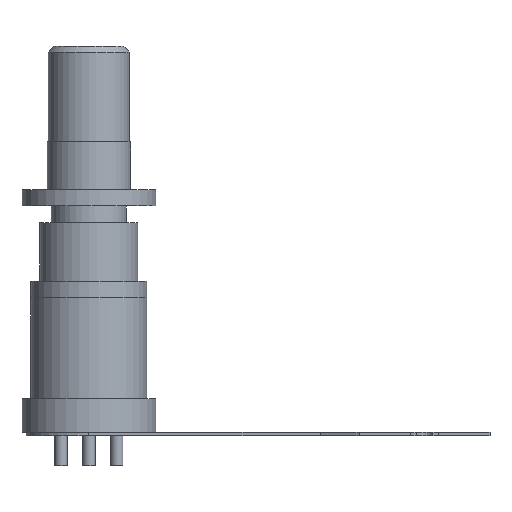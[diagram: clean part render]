
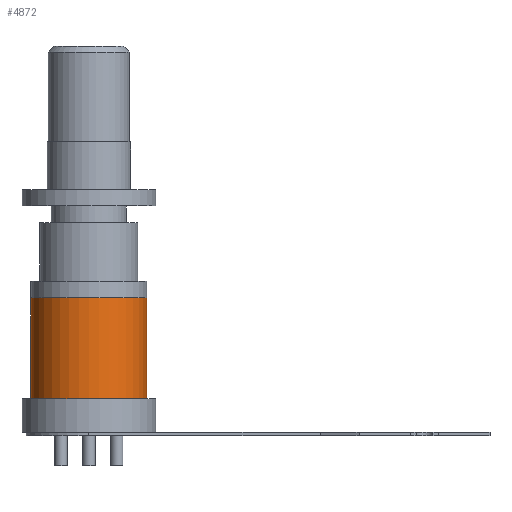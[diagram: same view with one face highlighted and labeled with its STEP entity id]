
A CAD part, front view. The second image highlights one B-rep face of the part: STEP entity #4872.
In plain terms, the highlighted cylindrical face has radius 2.08 mm (diameter 4.16 mm), a partial arc.
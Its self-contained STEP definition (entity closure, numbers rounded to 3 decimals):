
#4831=CARTESIAN_POINT('',(-13.75,0.2,0.725));
#4832=DIRECTION('',(0.0,0.0,1.0));
#4833=DIRECTION('',(1.0,0.0,0.0));
#4834=AXIS2_PLACEMENT_3D('',#4831,#4832,#4833);
#4835=CYLINDRICAL_SURFACE('',#4834,2.08);
#4836=CARTESIAN_POINT('',(-11.67,0.2,4.945));
#4837=VERTEX_POINT('',#4836);
#4838=CARTESIAN_POINT('',(-11.67,0.2,1.325));
#4839=VERTEX_POINT('',#4838);
#4840=CARTESIAN_POINT('',(-11.67,0.2,4.945));
#4841=DIRECTION('',(0.0,0.0,-1.0));
#4842=VECTOR('',#4841,3.62);
#4843=LINE('',#4840,#4842);
#4844=EDGE_CURVE('',#4837,#4839,#4843,.T.);
#4845=ORIENTED_EDGE('',*,*,#4844,.F.);
#4846=CARTESIAN_POINT('',(-15.83,0.2,4.945));
#4847=VERTEX_POINT('',#4846);
#4848=CARTESIAN_POINT('',(-13.75,0.2,4.945));
#4849=DIRECTION('',(0.0,0.0,-1.0));
#4850=DIRECTION('',(1.0,0.0,0.0));
#4851=AXIS2_PLACEMENT_3D('',#4848,#4849,#4850);
#4852=CIRCLE('',#4851,2.08);
#4853=EDGE_CURVE('',#4837,#4847,#4852,.T.);
#4854=ORIENTED_EDGE('',*,*,#4853,.T.);
#4855=CARTESIAN_POINT('',(-15.83,0.2,1.325));
#4856=VERTEX_POINT('',#4855);
#4857=CARTESIAN_POINT('',(-15.83,0.2,4.945));
#4858=DIRECTION('',(0.0,0.0,-1.0));
#4859=VECTOR('',#4858,3.62);
#4860=LINE('',#4857,#4859);
#4861=EDGE_CURVE('',#4847,#4856,#4860,.T.);
#4862=ORIENTED_EDGE('',*,*,#4861,.T.);
#4863=CARTESIAN_POINT('',(-13.75,0.2,1.325));
#4864=DIRECTION('',(0.0,0.0,-1.0));
#4865=DIRECTION('',(1.0,0.0,0.0));
#4866=AXIS2_PLACEMENT_3D('',#4863,#4864,#4865);
#4867=CIRCLE('',#4866,2.08);
#4868=EDGE_CURVE('',#4856,#4839,#4867,.F.);
#4869=ORIENTED_EDGE('',*,*,#4868,.T.);
#4870=EDGE_LOOP('',(#4845,#4854,#4862,#4869));
#4871=FACE_OUTER_BOUND('',#4870,.T.);
#4872=ADVANCED_FACE('',(#4871),#4835,.T.);
